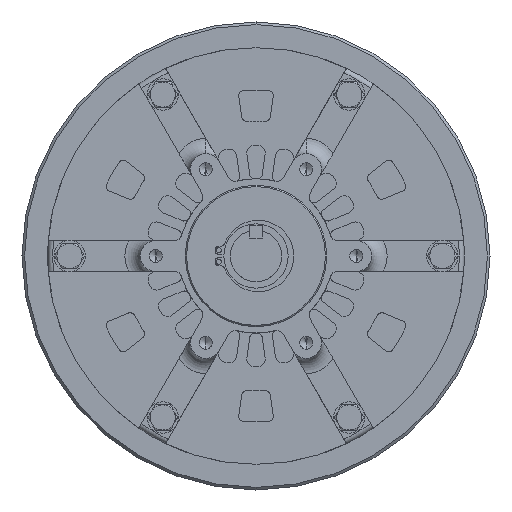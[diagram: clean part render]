
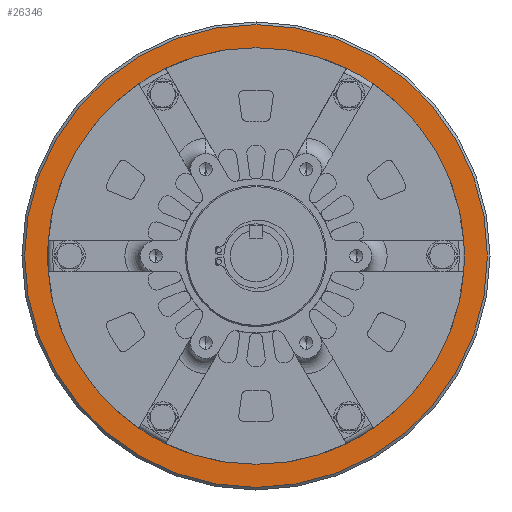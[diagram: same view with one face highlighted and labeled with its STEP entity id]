
A CAD part, left-side view. The second image highlights one B-rep face of the part: STEP entity #26346.
In plain terms, the highlighted planar face has unit normal (-1, 0, 0).
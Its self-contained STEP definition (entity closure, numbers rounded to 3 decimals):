
#947 = CARTESIAN_POINT ( 'NONE',  ( 36.5, 0., 0. ) ) ;
#1852 = FACE_BOUND ( 'NONE', #6883, .T. ) ;
#3421 = CARTESIAN_POINT ( 'NONE',  ( 36.5, 0., 0. ) ) ;
#3579 = CARTESIAN_POINT ( 'NONE',  ( 36.5, 0., 81. ) ) ;
#5392 = DIRECTION ( 'NONE',  ( 0., 0., 1. ) ) ;
#5691 = EDGE_CURVE ( 'NONE', #17432, #14527, #26501, .T. ) ;
#5948 = CARTESIAN_POINT ( 'NONE',  ( 36.5, 0., -81. ) ) ;
#6377 = AXIS2_PLACEMENT_3D ( 'NONE', #26166, #28708, #10738 ) ;
#6702 = FACE_OUTER_BOUND ( 'NONE', #8152, .T. ) ;
#6883 = EDGE_LOOP ( 'NONE', ( #9581, #25642 ) ) ;
#8152 = EDGE_LOOP ( 'NONE', ( #22316, #15298 ) ) ;
#9191 = EDGE_CURVE ( 'NONE', #21720, #14619, #21658, .T. ) ;
#9441 = CARTESIAN_POINT ( 'NONE',  ( 36.5, 0., 90. ) ) ;
#9578 = CARTESIAN_POINT ( 'NONE',  ( 36.5, 0., -90. ) ) ;
#9581 = ORIENTED_EDGE ( 'NONE', *, *, #22263, .F. ) ;
#9779 = DIRECTION ( 'NONE',  ( -1., 0., 0. ) ) ;
#10063 = DIRECTION ( 'NONE',  ( 0., 0., 1. ) ) ;
#10212 = EDGE_CURVE ( 'NONE', #14527, #17432, #24717, .T. ) ;
#10213 = DIRECTION ( 'NONE',  ( 0., 0., 1. ) ) ;
#10246 = CARTESIAN_POINT ( 'NONE',  ( 36.5, 0., 0. ) ) ;
#10538 = DIRECTION ( 'NONE',  ( -1., 0., 0. ) ) ;
#10738 = DIRECTION ( 'NONE',  ( 0., 0., 1. ) ) ;
#11901 = PLANE ( 'NONE',  #19302 ) ;
#14527 = VERTEX_POINT ( 'NONE', #9441 ) ;
#14619 = VERTEX_POINT ( 'NONE', #3579 ) ;
#15298 = ORIENTED_EDGE ( 'NONE', *, *, #10212, .T. ) ;
#15467 = AXIS2_PLACEMENT_3D ( 'NONE', #17018, #27840, #10063 ) ;
#17018 = CARTESIAN_POINT ( 'NONE',  ( 36.5, 0., 0. ) ) ;
#17226 = AXIS2_PLACEMENT_3D ( 'NONE', #10246, #10538, #25969 ) ;
#17432 = VERTEX_POINT ( 'NONE', #9578 ) ;
#19302 = AXIS2_PLACEMENT_3D ( 'NONE', #947, #9779, #5392 ) ;
#21281 = DIRECTION ( 'NONE',  ( -1., 0., 0. ) ) ;
#21658 = CIRCLE ( 'NONE', #17226, 81. ) ;
#21720 = VERTEX_POINT ( 'NONE', #5948 ) ;
#22263 = EDGE_CURVE ( 'NONE', #14619, #21720, #22482, .T. ) ;
#22316 = ORIENTED_EDGE ( 'NONE', *, *, #5691, .T. ) ;
#22482 = CIRCLE ( 'NONE', #6377, 81. ) ;
#24717 = CIRCLE ( 'NONE', #26855, 90. ) ;
#25642 = ORIENTED_EDGE ( 'NONE', *, *, #9191, .F. ) ;
#25969 = DIRECTION ( 'NONE',  ( 0., 0., 1. ) ) ;
#26166 = CARTESIAN_POINT ( 'NONE',  ( 36.5, 0., 0. ) ) ;
#26346 = ADVANCED_FACE ( 'NONE', ( #6702, #1852 ), #11901, .T. ) ;
#26501 = CIRCLE ( 'NONE', #15467, 90. ) ;
#26855 = AXIS2_PLACEMENT_3D ( 'NONE', #3421, #21281, #10213 ) ;
#27840 = DIRECTION ( 'NONE',  ( -1., 0., 0. ) ) ;
#28708 = DIRECTION ( 'NONE',  ( -1., 0., 0. ) ) ;
